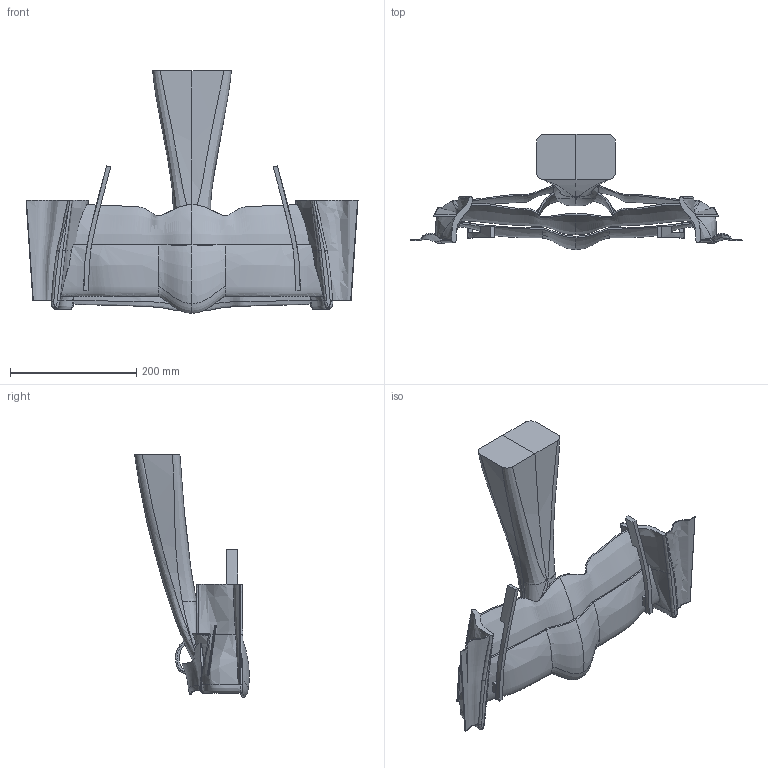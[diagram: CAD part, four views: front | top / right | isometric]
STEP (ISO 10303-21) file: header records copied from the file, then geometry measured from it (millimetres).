
FILE_DESCRIPTION(('FreeCAD Model'),'2;1');
FILE_NAME('Open CASCADE Shape Model','2025-05-03T20:06:02',('FreeCAD'),( 'FreeCAD'),'Open CASCADE STEP processor 7.6','FreeCAD','Unknown');
FILE_SCHEMA(('AUTOMOTIVE_DESIGN { 1 0 10303 214 1 1 1 1 }'));
Products named in the file (1): Open CASCADE STEP translator 7.6 1
Bounding box: 524.96 x 181.72 x 383.35 mm (x, y, z)
Volume: 2213460.2 mm3; surface area: 431249.3 mm2
Topology: 20 solids, 20 shells, 248 faces, 572 edges, 354 vertices
Faces by surface type: bspline 248
Entity records: 151797 total; most frequent: CARTESIAN_POINT 148282, ORIENTED_EDGE 1124, EDGE_CURVE 562, B_SPLINE_CURVE_WITH_KNOTS 508, VERTEX_POINT 354, ADVANCED_FACE 248, FACE_BOUND 248, EDGE_LOOP 248
